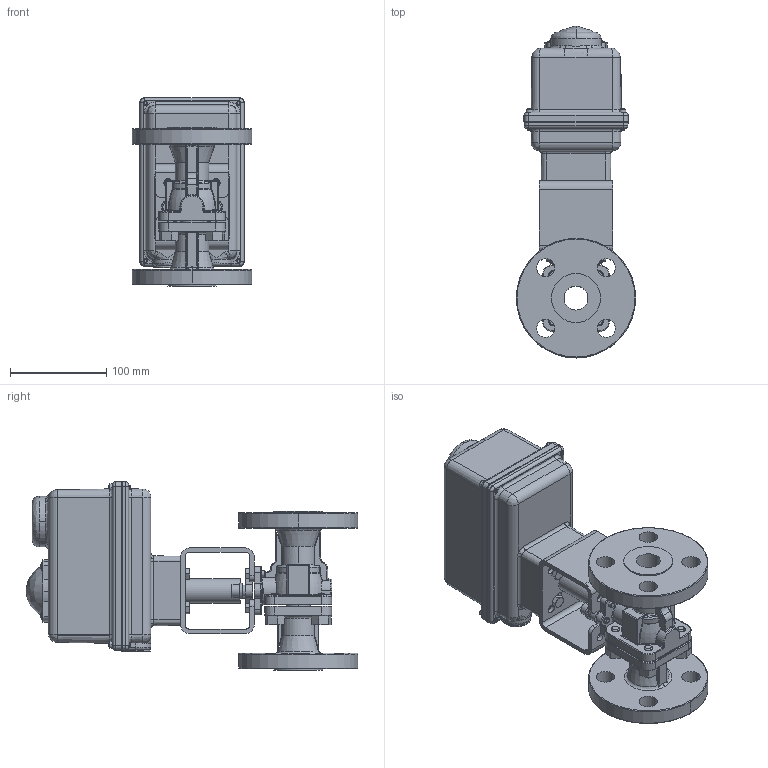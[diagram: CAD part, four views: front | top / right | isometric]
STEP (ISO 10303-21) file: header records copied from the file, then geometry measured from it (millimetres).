
FILE_DESCRIPTION (( 'STEP AP203' ), '1' );
FILE_NAME ('6801F-100_ER-3.STEP', '2017-12-06T13:12:23', ( '' ), ( '' ), 'SwSTEP 2.0', 'SolidWorks 2014', '' );
FILE_SCHEMA (( 'CONFIG_CONTROL_DESIGN' ));
Products named in the file (1): 6801F-100_ER-3
Bounding box: 123.95 x 344.44 x 195.66 mm (x, y, z)
Surface area: 267564.1 mm2 (no closed solid volume)
Topology: 0 solids, 19 shells, 969 faces, 3067 edges, 2047 vertices
Faces by surface type: cylinder 345, plane 295, bspline 149, cone 90, torus 84, sphere 6
Entity records: 49679 total; most frequent: CARTESIAN_POINT 24779, ORIENTED_EDGE 5108, DIRECTION 4736, EDGE_CURVE 3043, VERTEX_POINT 2047, AXIS2_PLACEMENT_3D 1823, EDGE_LOOP 1107, LINE 1090
